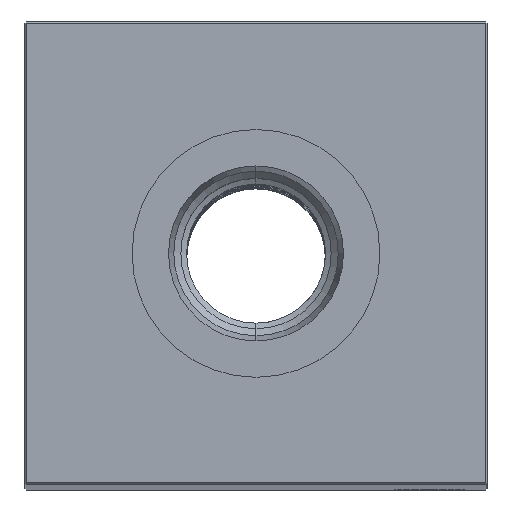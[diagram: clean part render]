
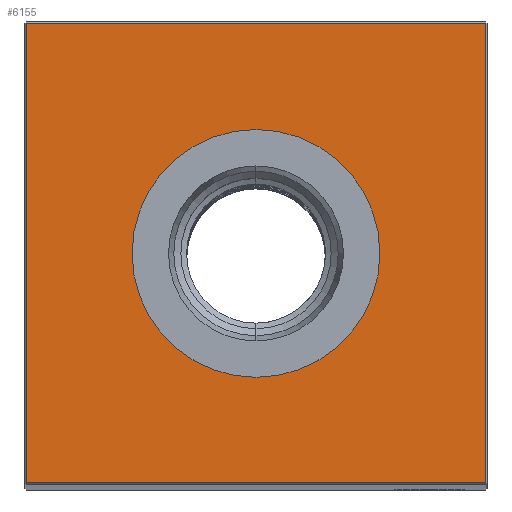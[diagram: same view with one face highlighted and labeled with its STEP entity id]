
A CAD part, top view. The second image highlights one B-rep face of the part: STEP entity #6155.
In plain terms, the highlighted planar face has unit normal (0, 0, 1).
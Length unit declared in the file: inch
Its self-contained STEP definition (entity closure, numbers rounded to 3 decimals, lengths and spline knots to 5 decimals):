
#202 = VERTEX_POINT ( 'NONE', #26597 ) ;
#621 = ORIENTED_EDGE ( 'NONE', *, *, #5243, .T. ) ;
#634 = VECTOR ( 'NONE', #14302, 39.37008 ) ;
#1075 = EDGE_LOOP ( 'NONE', ( #8283, #28317, #20480, #5387 ) ) ;
#2408 = CARTESIAN_POINT ( 'NONE',  ( -1.24, -1.24, 16. ) ) ;
#2683 = CIRCLE ( 'NONE', #17641, 0.66929 ) ;
#2802 = VECTOR ( 'NONE', #4666, 39.37008 ) ;
#3015 = AXIS2_PLACEMENT_3D ( 'NONE', #28490, #28342, #3164 ) ;
#3164 = DIRECTION ( 'NONE',  ( -1., 0., 0. ) ) ;
#4302 = VERTEX_POINT ( 'NONE', #8485 ) ;
#4666 = DIRECTION ( 'NONE',  ( -1., 0., 0. ) ) ;
#4882 = DIRECTION ( 'NONE',  ( -1., 0., 0. ) ) ;
#5039 = CARTESIAN_POINT ( 'NONE',  ( 0., 0., 16. ) ) ;
#5243 = EDGE_CURVE ( 'NONE', #5742, #26975, #2683, .T. ) ;
#5387 = ORIENTED_EDGE ( 'NONE', *, *, #8730, .T. ) ;
#5491 = FACE_BOUND ( 'NONE', #8841, .T. ) ;
#5742 = VERTEX_POINT ( 'NONE', #20623 ) ;
#6155 = ADVANCED_FACE ( 'NONE', ( #7300, #5491 ), #14720, .F. ) ;
#6909 = LINE ( 'NONE', #13869, #15400 ) ;
#7300 = FACE_OUTER_BOUND ( 'NONE', #1075, .T. ) ;
#8283 = ORIENTED_EDGE ( 'NONE', *, *, #23988, .T. ) ;
#8485 = CARTESIAN_POINT ( 'NONE',  ( 1.24, -1.24, 16. ) ) ;
#8730 = EDGE_CURVE ( 'NONE', #10977, #202, #8894, .T. ) ;
#8841 = EDGE_LOOP ( 'NONE', ( #621, #13837 ) ) ;
#8894 = LINE ( 'NONE', #27437, #2802 ) ;
#10145 = DIRECTION ( 'NONE',  ( 0., 0., -1. ) ) ;
#10254 = EDGE_CURVE ( 'NONE', #19128, #4302, #27992, .T. ) ;
#10977 = VERTEX_POINT ( 'NONE', #28625 ) ;
#12033 = EDGE_CURVE ( 'NONE', #4302, #10977, #6909, .T. ) ;
#13002 = LINE ( 'NONE', #22190, #16113 ) ;
#13322 = AXIS2_PLACEMENT_3D ( 'NONE', #5039, #16525, #4882 ) ;
#13837 = ORIENTED_EDGE ( 'NONE', *, *, #20723, .T. ) ;
#13869 = CARTESIAN_POINT ( 'NONE',  ( 1.24, 0., 16. ) ) ;
#14103 = CIRCLE ( 'NONE', #3015, 0.66929 ) ;
#14302 = DIRECTION ( 'NONE',  ( 1., 0., 0. ) ) ;
#14720 = PLANE ( 'NONE',  #13322 ) ;
#15400 = VECTOR ( 'NONE', #24084, 39.37008 ) ;
#16113 = VECTOR ( 'NONE', #27005, 39.37008 ) ;
#16525 = DIRECTION ( 'NONE',  ( 0., 0., -1. ) ) ;
#17641 = AXIS2_PLACEMENT_3D ( 'NONE', #28066, #10145, #23714 ) ;
#19120 = CARTESIAN_POINT ( 'NONE',  ( 0., -1.24, 16. ) ) ;
#19128 = VERTEX_POINT ( 'NONE', #2408 ) ;
#20480 = ORIENTED_EDGE ( 'NONE', *, *, #12033, .T. ) ;
#20542 = CARTESIAN_POINT ( 'NONE',  ( 0., -0.66929, 16. ) ) ;
#20623 = CARTESIAN_POINT ( 'NONE',  ( 0., 0.66929, 16. ) ) ;
#20723 = EDGE_CURVE ( 'NONE', #26975, #5742, #14103, .T. ) ;
#22190 = CARTESIAN_POINT ( 'NONE',  ( -1.24, 0., 16. ) ) ;
#23714 = DIRECTION ( 'NONE',  ( -1., 0., 0. ) ) ;
#23988 = EDGE_CURVE ( 'NONE', #202, #19128, #13002, .T. ) ;
#24084 = DIRECTION ( 'NONE',  ( 0., 1., 0. ) ) ;
#26597 = CARTESIAN_POINT ( 'NONE',  ( -1.24, 1.24, 16. ) ) ;
#26975 = VERTEX_POINT ( 'NONE', #20542 ) ;
#27005 = DIRECTION ( 'NONE',  ( 0., -1., 0. ) ) ;
#27437 = CARTESIAN_POINT ( 'NONE',  ( 0., 1.24, 16. ) ) ;
#27992 = LINE ( 'NONE', #19120, #634 ) ;
#28066 = CARTESIAN_POINT ( 'NONE',  ( 0., 0., 16. ) ) ;
#28317 = ORIENTED_EDGE ( 'NONE', *, *, #10254, .T. ) ;
#28342 = DIRECTION ( 'NONE',  ( 0., 0., -1. ) ) ;
#28490 = CARTESIAN_POINT ( 'NONE',  ( 0., 0., 16. ) ) ;
#28625 = CARTESIAN_POINT ( 'NONE',  ( 1.24, 1.24, 16. ) ) ;
